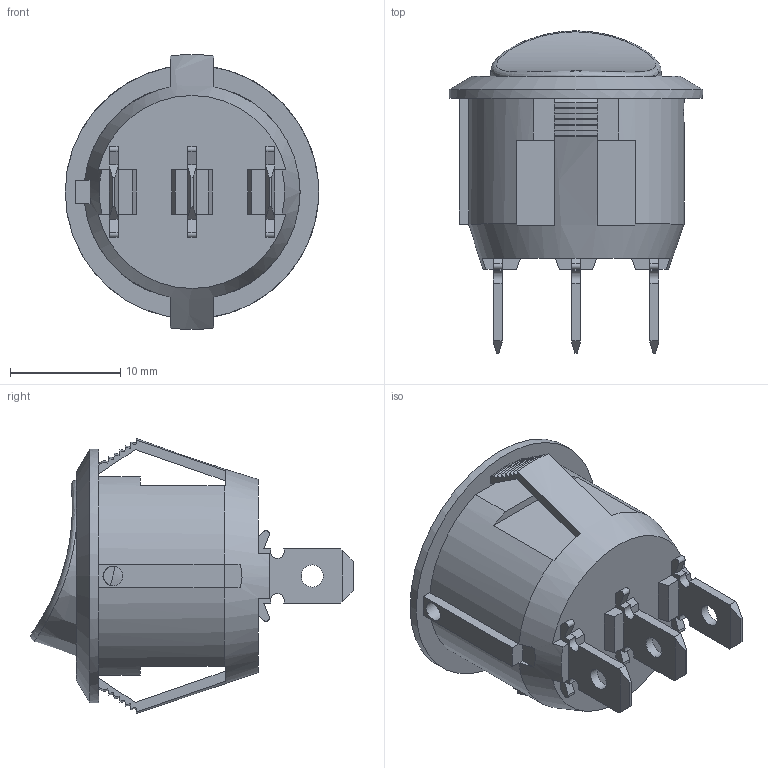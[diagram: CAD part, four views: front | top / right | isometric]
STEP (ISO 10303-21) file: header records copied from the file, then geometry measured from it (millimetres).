
FILE_DESCRIPTION(/* description */ ('Arcolectric Rocker Switch Housing'),/* implementation_level */ '2;1');
FILE_NAME(/* name */ 'Rocker Switch - Arcolectric R13 112C AAA.stp',/* time_stamp */ '2013-08-14T09:57:19+10:00',/* author */ ('sdarley'),/* organization */ (''),/* preprocessor_version */ 'ST-DEVELOPER v15.2',/* originating_system */ 'Autodesk Inventor 2014',/* authorisation */ '');
FILE_SCHEMA (('AUTOMOTIVE_DESIGN { 1 0 10303 214 3 1 1 }'));
Length unit declared in the file: millimetre
Products named in the file (4): Arcolectric Rocker Switch Housing; Arcolectric Rocker Switch Rocker; Arcolectric Rocker Switch Contact; Rocker Switch - Arcolectric R13 112C AAA
Bounding box: 23 x 29.23 x 24.95 mm (x, y, z)
Volume: 4907.9 mm3; surface area: 3389.1 mm2
Topology: 5 solids, 5 shells, 160 faces, 448 edges, 299 vertices
Faces by surface type: plane 101, cone 33, cylinder 25, bspline 1
Full cylindrical faces by diameter (mm): 1.8 x2, 2 x3, 17 x1, 23 x1
Entity records: 3747 total; most frequent: CARTESIAN_POINT 989, ORIENTED_EDGE 582, DIRECTION 539, EDGE_CURVE 291, VERTEX_POINT 198, AXIS2_PLACEMENT_3D 192, LINE 155, VECTOR 155
